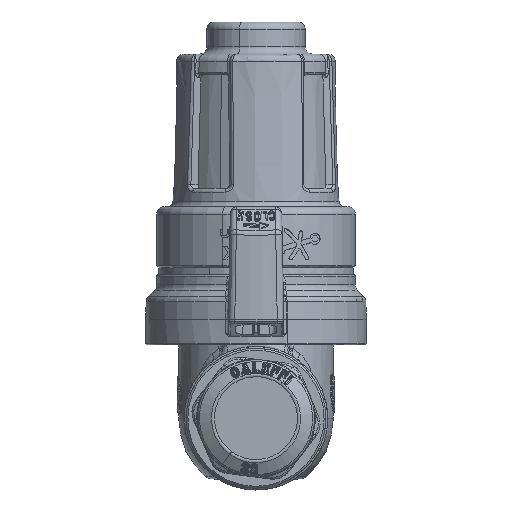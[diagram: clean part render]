
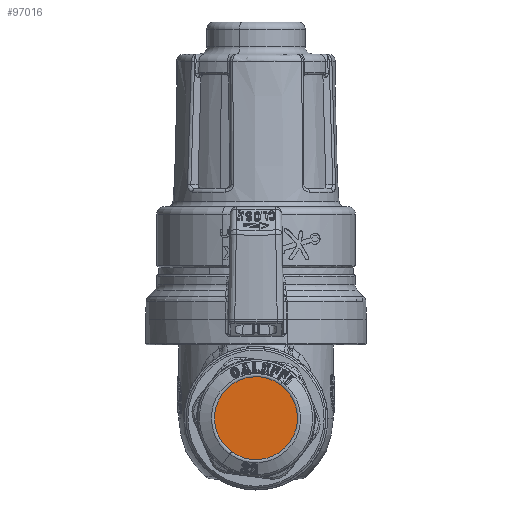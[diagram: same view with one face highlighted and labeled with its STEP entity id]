
A CAD part, front view. The second image highlights one B-rep face of the part: STEP entity #97016.
In plain terms, the highlighted planar face has unit normal (0, -1, 0).
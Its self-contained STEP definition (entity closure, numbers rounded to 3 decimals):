
#85720=CARTESIAN_POINT('Vertex',(6.626,-51.975,9.098)) ;
#85727=CARTESIAN_POINT('Vertex',(-6.626,-51.975,-9.098)) ;
#85730=CARTESIAN_POINT('Axis2P3D Location',(0.,-51.975,0.)) ;
#93448=CARTESIAN_POINT('Axis2P3D Location',(0.,-51.975,0.)) ;
#97007=CARTESIAN_POINT('Axis2P3D Location',(0.,-51.975,0.)) ;
#85731=DIRECTION('Axis2P3D Direction',(0.,1.,0.)) ;
#93449=DIRECTION('Axis2P3D Direction',(0.,1.,0.)) ;
#97008=DIRECTION('Axis2P3D Direction',(-0.,1.,0.)) ;
#97009=DIRECTION('Axis2P3D XDirection',(1.,0.,0.)) ;
#85732=AXIS2_PLACEMENT_3D('Circle Axis2P3D',#85730,#85731,$) ;
#93450=AXIS2_PLACEMENT_3D('Circle Axis2P3D',#93448,#93449,$) ;
#97010=AXIS2_PLACEMENT_3D('Plane Axis2P3D',#97007,#97008,#97009) ;
#85733=CIRCLE('generated circle',#85732,11.255) ;
#93451=CIRCLE('generated circle',#93450,11.255) ;
#97011=PLANE('',#97010) ;
#85734=EDGE_CURVE('',#85728,#85721,#85733,.T.) ;
#93452=EDGE_CURVE('',#85721,#85728,#93451,.T.) ;
#97013=ORIENTED_EDGE('',*,*,#93452,.F.) ;
#97014=ORIENTED_EDGE('',*,*,#85734,.F.) ;
#97012=EDGE_LOOP('',(#97013,#97014)) ;
#85721=VERTEX_POINT('',#85720) ;
#85728=VERTEX_POINT('',#85727) ;
#97016=ADVANCED_FACE('Body.27',(#97015),#97011,.F.) ;
#97015=FACE_OUTER_BOUND('',#97012,.T.) ;
